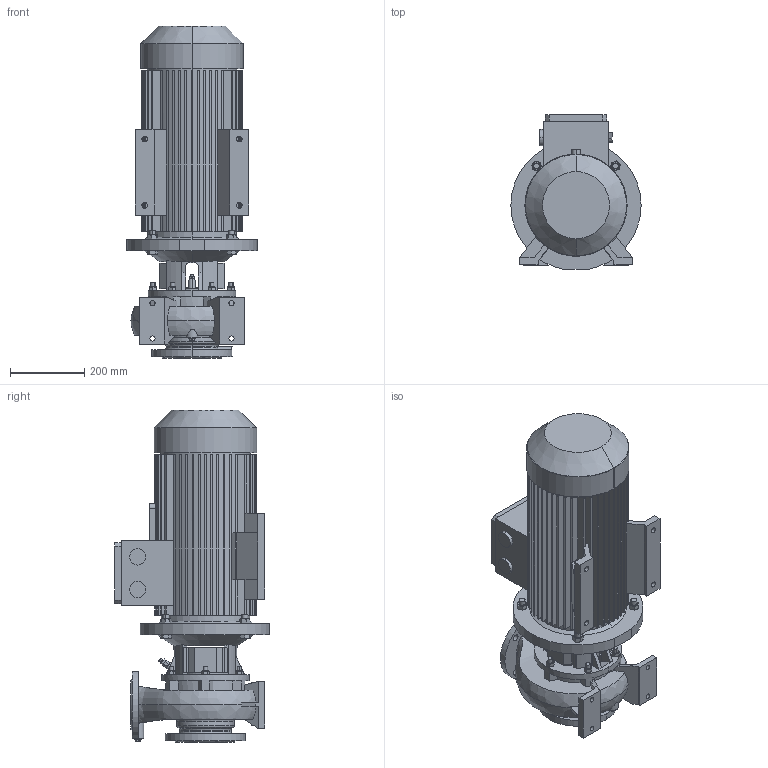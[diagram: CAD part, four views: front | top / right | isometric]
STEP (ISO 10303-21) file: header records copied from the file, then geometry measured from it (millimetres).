
FILE_DESCRIPTION (( 'STEP AP214' ), '1' );
FILE_NAME ('ﾌﾓ-311-200-ﾌ3-311-215-01-14.step', '2025-04-07T08:16:39', ( 'adb' ), ( '' ), 'SwSTEP 2.0', 'SolidWorks 2016', '' );
FILE_SCHEMA (( 'AUTOMOTIVE_DESIGN' ));
Length unit declared in the file: millimetre
Products named in the file (1): ﾌﾓ-311-200-ﾌ3-311-215-01-14
Bounding box: 349.99 x 416 x 892 mm (x, y, z)
Volume: 42674966.9 mm3; surface area: 2450111.5 mm2
Topology: 8 solids, 19 shells, 1088 faces, 2887 edges, 1892 vertices
Faces by surface type: plane 603, cylinder 365, cone 89, bspline 24, torus 7
Entity records: 54596 total; most frequent: CARTESIAN_POINT 15351, ORIENTED_EDGE 5770, DIRECTION 5527, EDGE_CURVE 2885, AXIS2_PLACEMENT_3D 1975, VERTEX_POINT 1892, LINE 1577, VECTOR 1577
